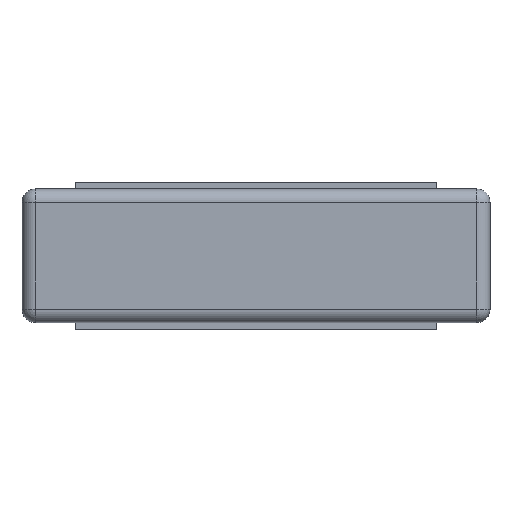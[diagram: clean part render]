
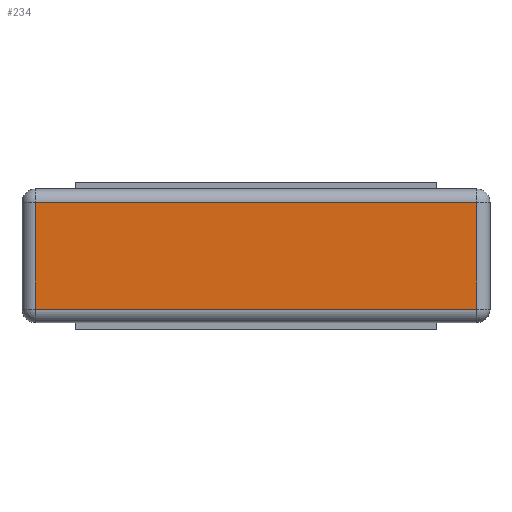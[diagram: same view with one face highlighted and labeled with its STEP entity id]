
A CAD part, top view. The second image highlights one B-rep face of the part: STEP entity #234.
In plain terms, the highlighted planar face has unit normal (0, 0, 1).
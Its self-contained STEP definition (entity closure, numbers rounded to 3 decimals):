
#234 = ADVANCED_FACE( '', ( #490 ), #491, .T. );
#490 = FACE_OUTER_BOUND( '', #763, .T. );
#491 = PLANE( '', #764 );
#763 = EDGE_LOOP( '', ( #1366, #1367, #1368, #1369 ) );
#764 = AXIS2_PLACEMENT_3D( '', #1370, #1371, #1372 );
#1366 = ORIENTED_EDGE( '', *, *, #1565, .T. );
#1367 = ORIENTED_EDGE( '', *, *, #1719, .T. );
#1368 = ORIENTED_EDGE( '', *, *, #1568, .T. );
#1369 = ORIENTED_EDGE( '', *, *, #1650, .T. );
#1370 = CARTESIAN_POINT( '', ( 0., 0., 16. ) );
#1371 = DIRECTION( '', ( 0., 0., 1. ) );
#1372 = DIRECTION( '', ( 1., 0., 0. ) );
#1565 = EDGE_CURVE( '', #1845, #1850, #1852, .T. );
#1568 = EDGE_CURVE( '', #1856, #1854, #1857, .T. );
#1650 = EDGE_CURVE( '', #1854, #1845, #1988, .T. );
#1719 = EDGE_CURVE( '', #1850, #1856, #2097, .T. );
#1845 = VERTEX_POINT( '', #2250 );
#1850 = VERTEX_POINT( '', #2256 );
#1852 = LINE( '', #2258, #2259 );
#1854 = VERTEX_POINT( '', #2261 );
#1856 = VERTEX_POINT( '', #2263 );
#1857 = LINE( '', #2264, #2265 );
#1988 = LINE( '', #2447, #2448 );
#2097 = LINE( '', #2595, #2596 );
#2250 = CARTESIAN_POINT( '', ( 16.5, -4., 16. ) );
#2256 = CARTESIAN_POINT( '', ( 16.5, 4., 16. ) );
#2258 = CARTESIAN_POINT( '', ( 16.5, 5., 16. ) );
#2259 = VECTOR( '', #2806, 1000. );
#2261 = CARTESIAN_POINT( '', ( -16.5, -4., 16. ) );
#2263 = CARTESIAN_POINT( '', ( -16.5, 4., 16. ) );
#2264 = CARTESIAN_POINT( '', ( -16.5, -5., 16. ) );
#2265 = VECTOR( '', #2810, 1000. );
#2447 = CARTESIAN_POINT( '', ( 17.5, -4., 16. ) );
#2448 = VECTOR( '', #2898, 1000. );
#2595 = CARTESIAN_POINT( '', ( -17.5, 4., 16. ) );
#2596 = VECTOR( '', #2982, 1000. );
#2806 = DIRECTION( '', ( 0., 1., 0. ) );
#2810 = DIRECTION( '', ( 0., -1., 0. ) );
#2898 = DIRECTION( '', ( 1., 0., 0. ) );
#2982 = DIRECTION( '', ( -1., 0., 0. ) );
